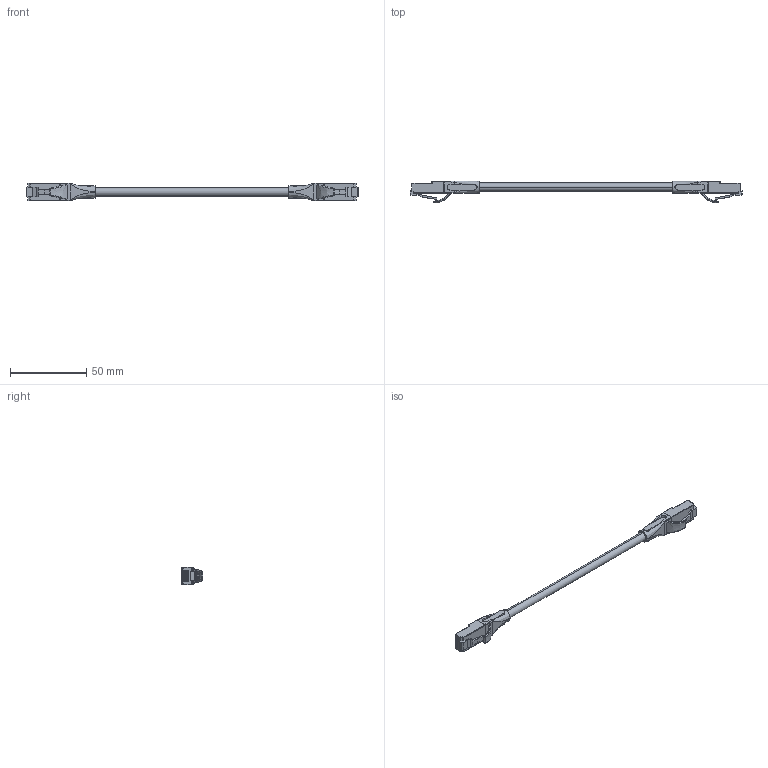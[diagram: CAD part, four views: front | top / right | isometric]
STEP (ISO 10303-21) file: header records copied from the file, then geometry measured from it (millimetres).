
FILE_DESCRIPTION (( 'STEP AP203' ), '1' );
FILE_NAME ('TRDE695.STEP', '2013-02-14T15:46:16', ( 'x' ), ( '' ), 'SwSTEP 2.0', 'SolidWorks 2012', '' );
FILE_SCHEMA (( 'CONFIG_CONTROL_DESIGN' ));
Length unit declared in the file: inch
Products named in the file (7): 1AL04-021_GRAY 1AL04-025; MTN-143_no logo; 3AB02-013-MA1_no aligning hole; 3AB02-013-MA2; 3AB02-012; RJ45_TRD815 style_no logos; TRDE695
Assembly tree (14 placements, depth 4):
  TRDE695
    1AL04-021_GRAY 1AL04-025
    RJ45_TRD815 style_no logos  x2
      MTN-143_no logo
      3AB02-012
        3AB02-013-MA1_no aligning hole
        3AB02-013-MA2  x8
Bounding box: 217.93 x 14.38 x 11.68 mm (x, y, z)
Volume: 8370.1 mm3; surface area: 9246.3 mm2
Topology: 23 solids, 23 shells, 822 faces, 2294 edges, 1480 vertices
Faces by surface type: plane 566, cylinder 190, bspline 46, sphere 16, torus 4
Entity records: 11039 total; most frequent: CARTESIAN_POINT 4262, ORIENTED_EDGE 1268, DIRECTION 1135, EDGE_CURVE 634, LINE 453, VECTOR 453, VERTEX_POINT 406, AXIS2_PLACEMENT_3D 341
